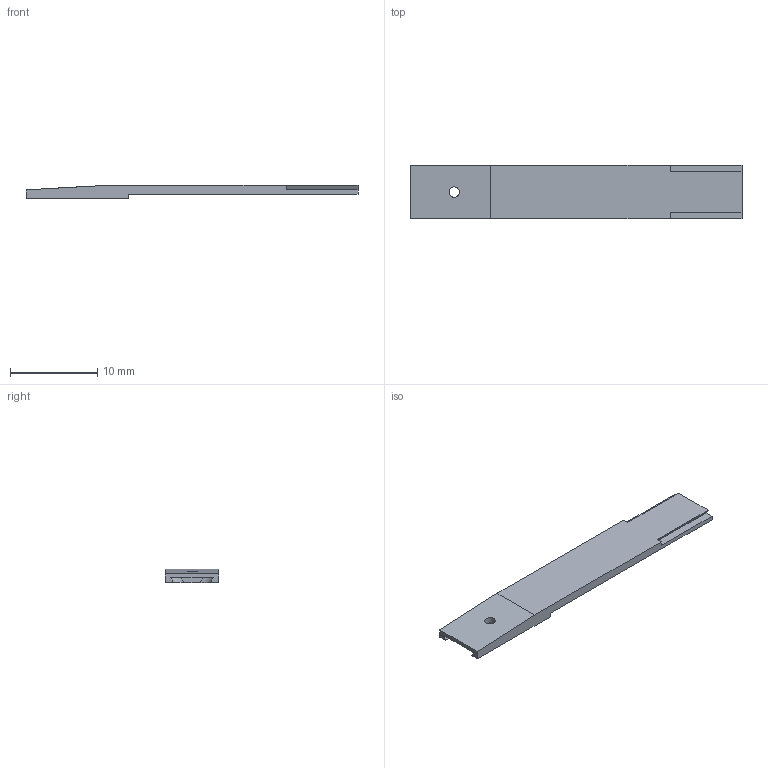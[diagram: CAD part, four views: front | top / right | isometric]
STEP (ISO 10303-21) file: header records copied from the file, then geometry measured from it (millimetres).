
FILE_DESCRIPTION(/* description */ ('IMEC DOVE TAIL EXTENSION '),/* implementation_level */ '2;1');
FILE_NAME(/* name */ 'J007777 IMEC DOVE TAIL EXTENSION Rev -.stp',/* time_stamp */ '2018-11-12T16:16:06-05:00',/* author */ ('arnoldj'),/* organization */ (''),/* preprocessor_version */ 'ST-DEVELOPER v17',/* originating_system */ 'Autodesk Inventor 2018',/* authorisation */ '');
FILE_SCHEMA (('AUTOMOTIVE_DESIGN { 1 0 10303 214 3 1 1 }'));
Length unit declared in the file: inch
Products named in the file (1): J007777
Bounding box: 38.1 x 6.1 x 1.52 mm (x, y, z)
Volume: 226.5 mm3; surface area: 589.6 mm2
Topology: 1 solids, 1 shells, 22 faces, 61 edges, 41 vertices
Faces by surface type: plane 19, cylinder 3
Full cylindrical faces by diameter (mm): 1.194 x1
Entity records: 745 total; most frequent: CARTESIAN_POINT 125, ORIENTED_EDGE 122, DIRECTION 114, EDGE_CURVE 61, LINE 54, VECTOR 54, VERTEX_POINT 41, AXIS2_PLACEMENT_3D 30
